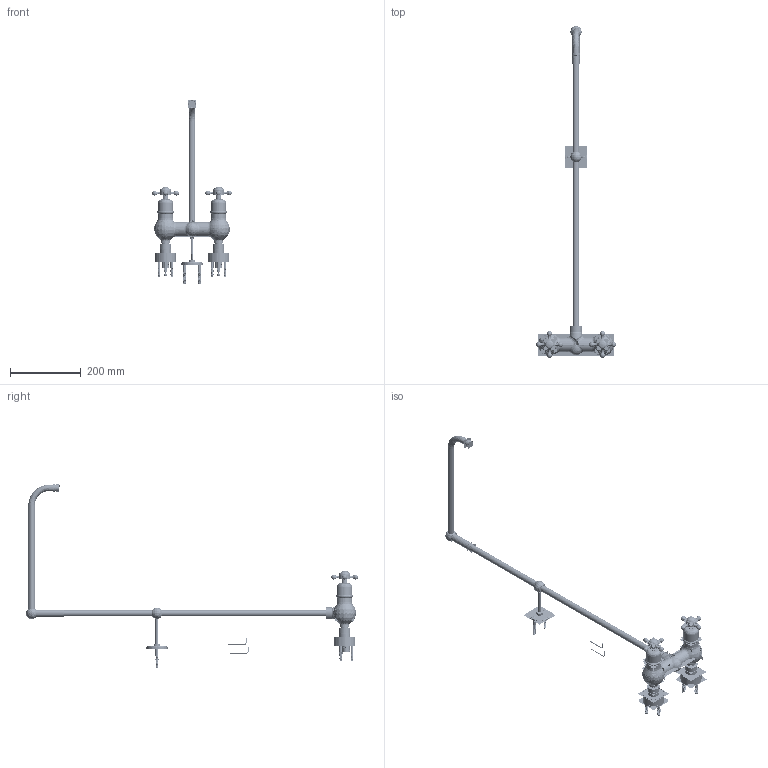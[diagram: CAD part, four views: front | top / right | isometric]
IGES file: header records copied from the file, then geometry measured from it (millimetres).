
Start section:  PTC IGES file: ef1s-sl0007-17.igs
Global section: file name: ef1s-sl0007-17.igs; native system: Creo Elements/Pro by Parametric Technology Corporation; preprocessor: 2011080; author: Administrator; organization: Unknown; date: 20150425.134332; units: millimetre
Bounding box: 226 x 938.5 x 522.11 mm (x, y, z)
Volume: 542787.9 mm3; surface area: 3083218.2 mm2
Topology: 125 solids, 131 shells, 11124 faces, 57962 edges, 73618 vertices
Faces by surface type: revolution 6212, bspline 4912
